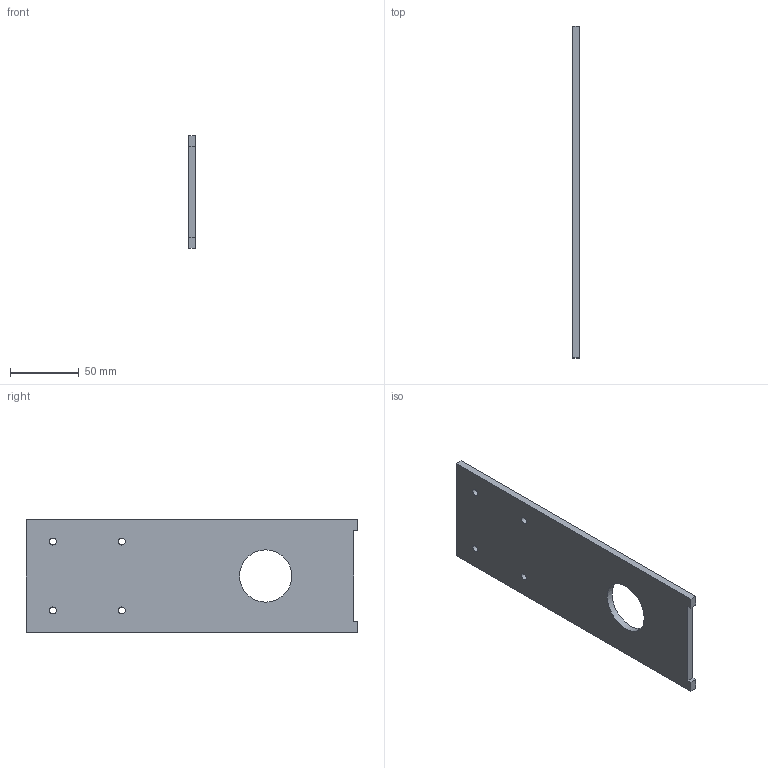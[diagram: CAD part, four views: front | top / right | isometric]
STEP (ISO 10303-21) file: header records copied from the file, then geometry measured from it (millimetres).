
FILE_DESCRIPTION(/* description */ (''),/* implementation_level */ '2;1');
FILE_NAME(/* name */ 'center_3Poke.stp',/* time_stamp */ '2019-07-02T12:41:46+01:00',/* author */ ('Danny'),/* organization */ (''),/* preprocessor_version */ 'ST-DEVELOPER v18',/* originating_system */ 'Autodesk Inventor 2020',/* authorisation */ '');
FILE_SCHEMA (('AUTOMOTIVE_DESIGN { 1 0 10303 214 3 1 1 }'));
Length unit declared in the file: millimetre
Products named in the file (1): center wall
Bounding box: 5 x 241 x 82 mm (x, y, z)
Volume: 91756.7 mm3; surface area: 40873.8 mm2
Topology: 1 solids, 1 shells, 15 faces, 43 edges, 30 vertices
Faces by surface type: plane 10, cylinder 5
Full cylindrical faces by diameter (mm): 5 x4, 38 x1
Entity records: 564 total; most frequent: DIRECTION 89, CARTESIAN_POINT 89, ORIENTED_EDGE 86, EDGE_CURVE 43, VERTEX_POINT 30, AXIS2_PLACEMENT_3D 30, LINE 29, VECTOR 29
